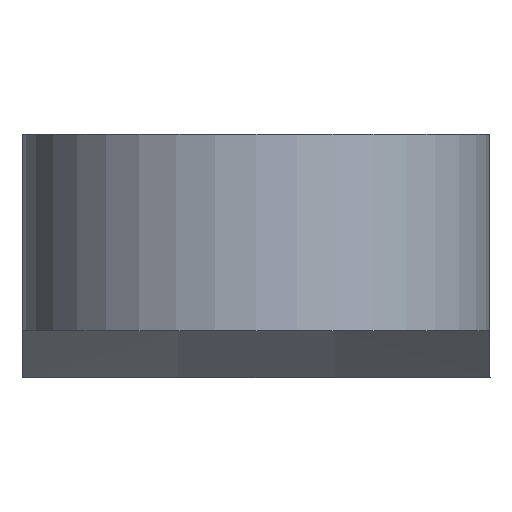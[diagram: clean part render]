
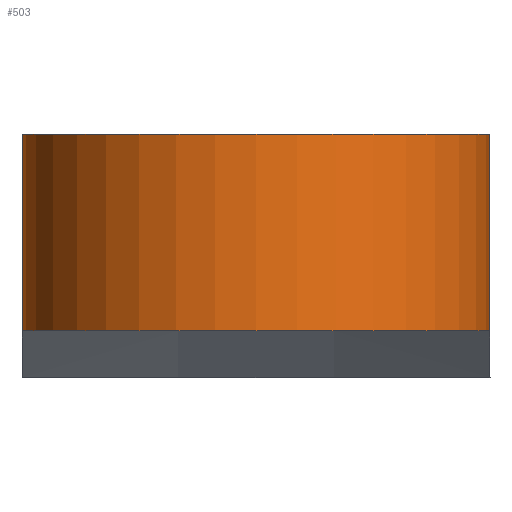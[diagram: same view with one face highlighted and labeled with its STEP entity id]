
A CAD part, left-side view. The second image highlights one B-rep face of the part: STEP entity #503.
In plain terms, the highlighted cylindrical face has radius 2.5 mm (diameter 5 mm), a partial arc.
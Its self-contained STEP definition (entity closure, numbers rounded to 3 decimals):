
#26=CARTESIAN_POINT('',(-20.25,0.,-1.05));
#27=DIRECTION('',(0.,0.,1.));
#28=DIRECTION('',(0.,1.,0.));
#29=AXIS2_PLACEMENT_3D('',#26,#27,#28);
#80=CARTESIAN_POINT('',(-20.25,0.,1.05));
#81=DIRECTION('',(0.,0.,1.));
#82=DIRECTION('',(0.,1.,0.));
#83=AXIS2_PLACEMENT_3D('',#80,#81,#82);
#119=DIRECTION('',(0.,0.,1.));
#120=VECTOR('',#119,2.1);
#121=CARTESIAN_POINT('',(-20.25,-2.5,-1.05));
#122=LINE('',#121,#120);
#173=DIRECTION('',(0.,0.,1.));
#174=VECTOR('',#173,2.1);
#175=CARTESIAN_POINT('',(-20.25,2.5,-1.05));
#176=LINE('',#175,#174);
#238=CARTESIAN_POINT('',(-20.25,2.5,-1.05));
#239=CARTESIAN_POINT('',(-20.25,-2.5,-1.05));
#240=VERTEX_POINT('',#238);
#241=VERTEX_POINT('',#239);
#246=CARTESIAN_POINT('',(-20.25,2.5,1.05));
#247=VERTEX_POINT('',#246);
#248=CARTESIAN_POINT('',(-20.25,-2.5,1.05));
#249=VERTEX_POINT('',#248);
#492=CARTESIAN_POINT('',(-20.25,0.,-1.05));
#493=DIRECTION('',(0.,0.,1.));
#494=DIRECTION('',(1.,0.,0.));
#495=AXIS2_PLACEMENT_3D('',#492,#493,#494);
#496=CYLINDRICAL_SURFACE('',#495,2.5);
#497=ORIENTED_EDGE('',*,*,#291,.F.);
#498=ORIENTED_EDGE('',*,*,#486,.T.);
#499=ORIENTED_EDGE('',*,*,#382,.T.);
#500=ORIENTED_EDGE('',*,*,#422,.F.);
#501=EDGE_LOOP('',(#497,#498,#499,#500));
#502=FACE_OUTER_BOUND('',#501,.F.);
#503=ADVANCED_FACE('',(#502),#496,.T.);
#30=CIRCLE('',#29,2.5);
#84=CIRCLE('',#83,2.5);
#291=EDGE_CURVE('',#240,#241,#30,.T.);
#382=EDGE_CURVE('',#247,#249,#84,.T.);
#422=EDGE_CURVE('',#241,#249,#122,.T.);
#486=EDGE_CURVE('',#240,#247,#176,.T.);
